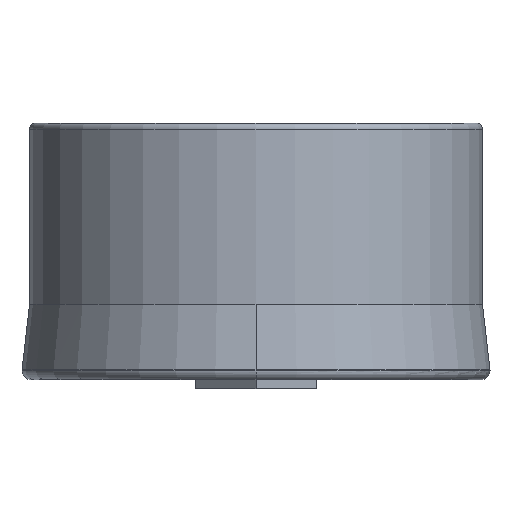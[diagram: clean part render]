
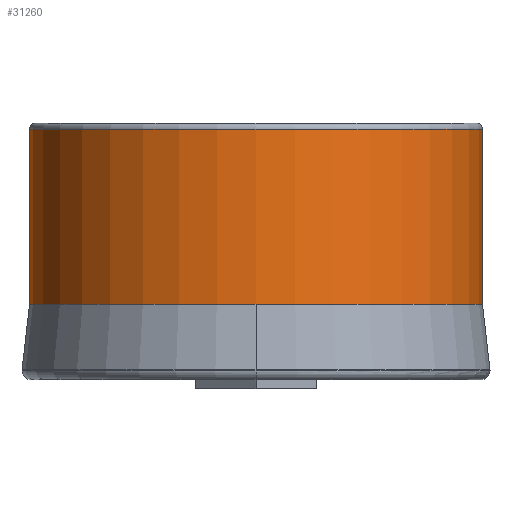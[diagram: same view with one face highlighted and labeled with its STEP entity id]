
A CAD part, left-side view. The second image highlights one B-rep face of the part: STEP entity #31260.
In plain terms, the highlighted cylindrical face has radius 7.5 mm (diameter 15 mm), a partial arc.
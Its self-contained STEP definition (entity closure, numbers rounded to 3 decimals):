
#4060=CARTESIAN_POINT('',(-35.,0.,5.4));
#4070=DIRECTION('',(0.,0.,1.));
#4080=DIRECTION('',(0.,-1.,0.));
#4090=AXIS2_PLACEMENT_3D('',#4060,#4070,#4080);
#4100=CYLINDRICAL_SURFACE('',#4090,7.5);
#4110=CARTESIAN_POINT('',(-35.,-7.5,5.4));
#4120=DIRECTION('',(0.,0.,1.));
#4130=VECTOR('',#4120,1.);
#4140=LINE('',#4110,#4130);
#4150=CARTESIAN_POINT('',(-35.,-7.5,2.5));
#4160=VERTEX_POINT('',#4150);
#4170=CARTESIAN_POINT('',(-35.,-7.5,8.3));
#4180=VERTEX_POINT('',#4170);
#4190=EDGE_CURVE('',#4160,#4180,#4140,.T.);
#4210=CARTESIAN_POINT('',(-35.,0.,8.3));
#4220=DIRECTION('',(0.,0.,1.));
#4230=DIRECTION('',(0.,1.,0.));
#4240=AXIS2_PLACEMENT_3D('',#4210,#4220,#4230);
#4250=CIRCLE('',#4240,7.5);
#4260=CARTESIAN_POINT('',(-35.,7.5,8.3));
#4270=VERTEX_POINT('',#4260);
#4300=CARTESIAN_POINT('',(-35.,7.5,5.4));
#4310=DIRECTION('',(0.,0.,1.));
#4320=VECTOR('',#4310,1.);
#4330=LINE('',#4300,#4320);
#4340=CARTESIAN_POINT('',(-35.,7.5,2.5));
#4350=VERTEX_POINT('',#4340);
#4360=EDGE_CURVE('',#4350,#4270,#4330,.T.);
#4380=CARTESIAN_POINT('',(-35.,0.,2.5));
#4390=DIRECTION('',(0.,0.,1.));
#4400=DIRECTION('',(-1.,0.,0.));
#4410=AXIS2_PLACEMENT_3D('',#4380,#4390,#4400);
#4420=CIRCLE('',#4410,7.5);
#8040=CARTESIAN_POINT('',(-42.5,0.,2.5));
#8050=VERTEX_POINT('',#8040);
#8080=EDGE_CURVE('',#8050,#4160,#4420,.T.);
#30590=EDGE_CURVE('',#4350,#8050,#4420,.T.);
#31180=ORIENTED_EDGE('',*,*,#8080,.T.);
#31190=ORIENTED_EDGE('',*,*,#30590,.T.);
#31200=ORIENTED_EDGE('',*,*,#4360,.F.);
#31210=EDGE_CURVE('',#4270,#4180,#4250,.T.);
#31220=ORIENTED_EDGE('',*,*,#31210,.F.);
#31230=ORIENTED_EDGE('',*,*,#4190,.T.);
#31240=EDGE_LOOP('',(#31230,#31220,#31200,#31190,#31180));
#31250=FACE_OUTER_BOUND('',#31240,.T.);
#31260=ADVANCED_FACE('',(#31250),#4100,.T.);
